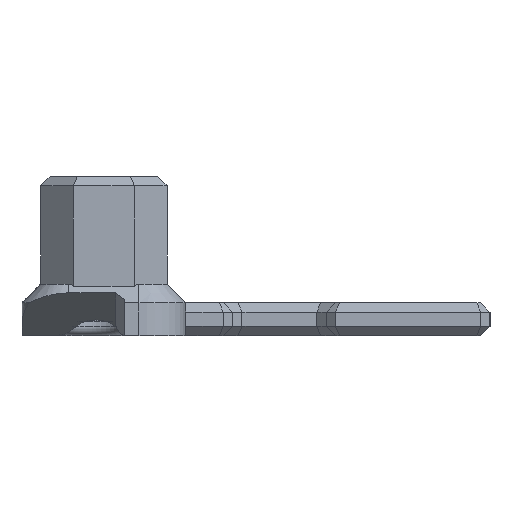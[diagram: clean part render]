
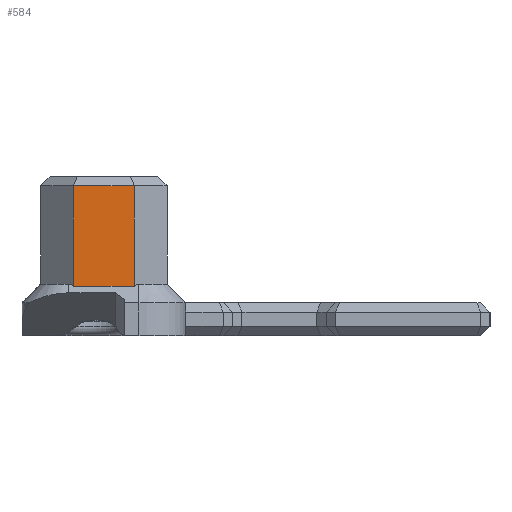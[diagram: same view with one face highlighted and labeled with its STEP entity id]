
A CAD part, left-side view. The second image highlights one B-rep face of the part: STEP entity #584.
In plain terms, the highlighted planar face has unit normal (-1, 0, 0).
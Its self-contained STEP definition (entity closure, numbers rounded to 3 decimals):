
#305=PLANE('',#6676);
#584=ADVANCED_FACE('',(#1037),#305,.T.);
#1037=FACE_OUTER_BOUND('',#1419,.T.);
#1419=EDGE_LOOP('',(#4215,#4216,#4217,#4218));
#2082=LINE('',#10105,#2740);
#2105=LINE('',#10171,#2763);
#2110=LINE('',#10181,#2768);
#2119=LINE('',#10215,#2777);
#2740=VECTOR('',#8059,1.);
#2763=VECTOR('',#8114,1.);
#2768=VECTOR('',#8121,1.);
#2777=VECTOR('',#8152,1.);
#4215=ORIENTED_EDGE('',*,*,#6054,.T.);
#4216=ORIENTED_EDGE('',*,*,#6024,.T.);
#4217=ORIENTED_EDGE('',*,*,#6059,.T.);
#4218=ORIENTED_EDGE('',*,*,#6076,.T.);
#5297=VERTEX_POINT('',#10104);
#5298=VERTEX_POINT('',#10106);
#5325=VERTEX_POINT('',#10172);
#5328=VERTEX_POINT('',#10180);
#6024=EDGE_CURVE('',#5298,#5297,#2082,.T.);
#6054=EDGE_CURVE('',#5325,#5298,#2105,.T.);
#6059=EDGE_CURVE('',#5297,#5328,#2110,.T.);
#6076=EDGE_CURVE('',#5328,#5325,#2119,.T.);
#6676=AXIS2_PLACEMENT_3D('',#10216,#8153,#8154);
#8059=DIRECTION('',(0.,-1.,0.));
#8114=DIRECTION('',(0.,0.,-1.));
#8121=DIRECTION('',(0.,0.,1.));
#8152=DIRECTION('',(0.,1.,0.));
#8153=DIRECTION('',(-1.,0.,0.));
#8154=DIRECTION('',(0.,-1.,0.));
#10104=CARTESIAN_POINT('',(1.7,7.6,1.05));
#10105=CARTESIAN_POINT('',(1.7,7.5,1.05));
#10106=CARTESIAN_POINT('',(1.7,8.9,1.05));
#10171=CARTESIAN_POINT('',(1.7,8.9,3.4));
#10172=CARTESIAN_POINT('',(1.7,8.9,3.2));
#10180=CARTESIAN_POINT('',(1.7,7.6,3.2));
#10181=CARTESIAN_POINT('',(1.7,7.6,3.4));
#10215=CARTESIAN_POINT('',(1.7,8.9,3.2));
#10216=CARTESIAN_POINT('',(1.7,6.9,3.4));
